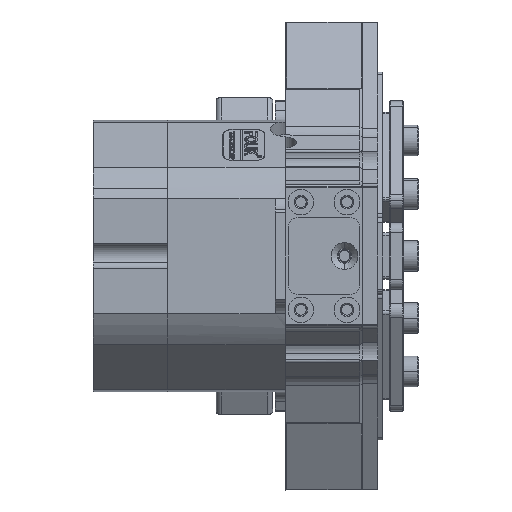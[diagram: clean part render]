
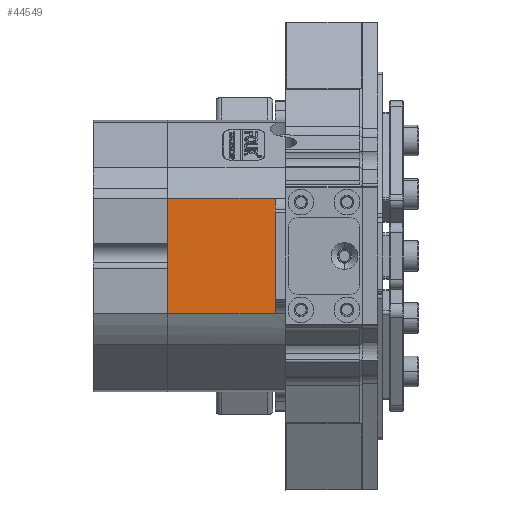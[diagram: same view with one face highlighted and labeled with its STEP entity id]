
A CAD part, left-side view. The second image highlights one B-rep face of the part: STEP entity #44549.
In plain terms, the highlighted planar face has unit normal (-1, 0, 0).
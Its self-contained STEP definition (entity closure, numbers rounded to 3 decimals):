
#2632 = VERTEX_POINT ( 'NONE', #43744 ) ;
#6997 = LINE ( 'NONE', #61146, #37172 ) ;
#6998 = CARTESIAN_POINT ( 'NONE',  ( 46.894, -12.894, 30.764 ) ) ;
#7608 = DIRECTION ( 'NONE',  ( 0., 1., 0. ) ) ;
#8443 = CARTESIAN_POINT ( 'NONE',  ( 46.894, -33.894, 0. ) ) ;
#9339 = ORIENTED_EDGE ( 'NONE', *, *, #57651, .F. ) ;
#10860 = DIRECTION ( 'NONE',  ( 0., -1., 0. ) ) ;
#12386 = EDGE_CURVE ( 'NONE', #41013, #53970, #33095, .T. ) ;
#13202 = CARTESIAN_POINT ( 'NONE',  ( 46.894, -12.894, 42. ) ) ;
#13214 = LINE ( 'NONE', #60292, #31649 ) ;
#14835 = CARTESIAN_POINT ( 'NONE',  ( 46.894, -33.894, 30.764 ) ) ;
#18055 = CARTESIAN_POINT ( 'NONE',  ( 46.894, -33.894, 53.236 ) ) ;
#18801 = VECTOR ( 'NONE', #67877, 1000. ) ;
#29528 = DIRECTION ( 'NONE',  ( 0., -1., 0. ) ) ;
#31649 = VECTOR ( 'NONE', #7608, 1000. ) ;
#33095 = LINE ( 'NONE', #8443, #18801 ) ;
#36891 = DIRECTION ( 'NONE',  ( -1., 0., 0. ) ) ;
#37172 = VECTOR ( 'NONE', #29528, 1000. ) ;
#41013 = VERTEX_POINT ( 'NONE', #18055 ) ;
#41162 = EDGE_LOOP ( 'NONE', ( #65811, #65588, #9339, #58989 ) ) ;
#42517 = CARTESIAN_POINT ( 'NONE',  ( 46.894, -35.394, 29.526 ) ) ;
#42798 = VECTOR ( 'NONE', #66370, 1000. ) ;
#43744 = CARTESIAN_POINT ( 'NONE',  ( 46.894, -12.894, 53.236 ) ) ;
#44549 = ADVANCED_FACE ( 'NONE', ( #59820 ), #64689, .T. ) ;
#51537 = VERTEX_POINT ( 'NONE', #6998 ) ;
#53970 = VERTEX_POINT ( 'NONE', #14835 ) ;
#57006 = AXIS2_PLACEMENT_3D ( 'NONE', #42517, #36891, #10860 ) ;
#57131 = LINE ( 'NONE', #13202, #42798 ) ;
#57651 = EDGE_CURVE ( 'NONE', #51537, #2632, #57131, .T. ) ;
#58989 = ORIENTED_EDGE ( 'NONE', *, *, #65483, .F. ) ;
#59820 = FACE_OUTER_BOUND ( 'NONE', #41162, .T. ) ;
#60292 = CARTESIAN_POINT ( 'NONE',  ( 46.894, -33.894, 30.764 ) ) ;
#61146 = CARTESIAN_POINT ( 'NONE',  ( 46.894, -35.894, 53.236 ) ) ;
#63563 = EDGE_CURVE ( 'NONE', #2632, #41013, #6997, .T. ) ;
#64689 = PLANE ( 'NONE',  #57006 ) ;
#65483 = EDGE_CURVE ( 'NONE', #53970, #51537, #13214, .T. ) ;
#65588 = ORIENTED_EDGE ( 'NONE', *, *, #63563, .F. ) ;
#65811 = ORIENTED_EDGE ( 'NONE', *, *, #12386, .F. ) ;
#66370 = DIRECTION ( 'NONE',  ( 0., 0., 1. ) ) ;
#67877 = DIRECTION ( 'NONE',  ( 0., 0., -1. ) ) ;
